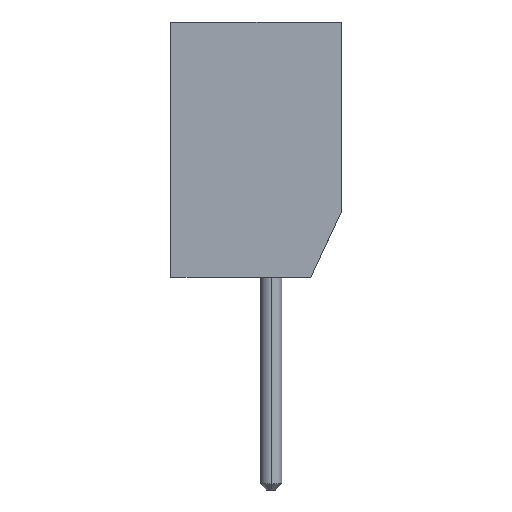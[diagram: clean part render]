
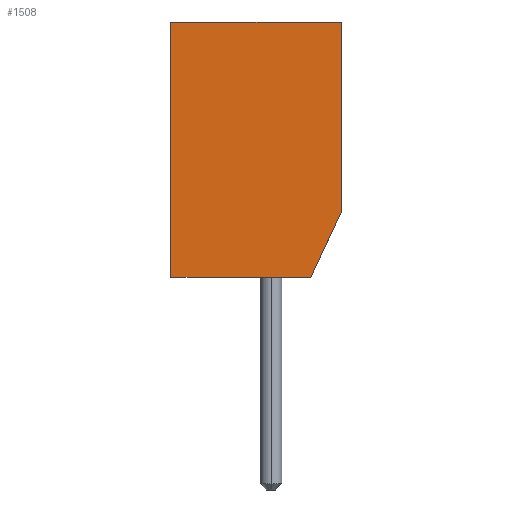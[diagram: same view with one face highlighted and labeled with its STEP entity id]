
A CAD part, left-side view. The second image highlights one B-rep face of the part: STEP entity #1508.
In plain terms, the highlighted planar face has unit normal (-1, 0, 0).
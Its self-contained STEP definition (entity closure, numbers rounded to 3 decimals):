
#1 = VERTEX_POINT ( 'NONE', #634 ) ;
#169 = ORIENTED_EDGE ( 'NONE', *, *, #514, .T. ) ;
#399 = VECTOR ( 'NONE', #1288, 1000. ) ;
#423 = EDGE_CURVE ( 'NONE', #1, #2513, #1586, .T. ) ;
#431 = CARTESIAN_POINT ( 'NONE',  ( -1.41, -1.8, 0. ) ) ;
#432 = DIRECTION ( 'NONE',  ( 0., -1., 0. ) ) ;
#514 = EDGE_CURVE ( 'NONE', #2176, #2912, #1449, .T. ) ;
#594 = CARTESIAN_POINT ( 'NONE',  ( -1.41, 2.8, 0. ) ) ;
#601 = LINE ( 'NONE', #1384, #2678 ) ;
#633 = VECTOR ( 'NONE', #1095, 1000. ) ;
#634 = CARTESIAN_POINT ( 'NONE',  ( -1.41, -2.8, 8.4 ) ) ;
#677 = EDGE_CURVE ( 'NONE', #1068, #1, #3117, .T. ) ;
#833 = CARTESIAN_POINT ( 'NONE',  ( -1.41, -2.8, 8.4 ) ) ;
#888 = LINE ( 'NONE', #1132, #1878 ) ;
#930 = ORIENTED_EDGE ( 'NONE', *, *, #2579, .T. ) ;
#1068 = VERTEX_POINT ( 'NONE', #1407 ) ;
#1095 = DIRECTION ( 'NONE',  ( 0., 0., -1. ) ) ;
#1098 = DIRECTION ( 'NONE',  ( 1., 0., 0. ) ) ;
#1132 = CARTESIAN_POINT ( 'NONE',  ( -1.41, -2.8, 2.145 ) ) ;
#1288 = DIRECTION ( 'NONE',  ( 0., -1., 0. ) ) ;
#1384 = CARTESIAN_POINT ( 'NONE',  ( -1.41, 2.8, 8.4 ) ) ;
#1407 = CARTESIAN_POINT ( 'NONE',  ( -1.41, 2.8, 8.4 ) ) ;
#1449 = LINE ( 'NONE', #3255, #3024 ) ;
#1508 = ADVANCED_FACE ( 'NONE', ( #1591 ), #2587, .F. ) ;
#1562 = CARTESIAN_POINT ( 'NONE',  ( -1.41, -2.8, 2.145 ) ) ;
#1586 = LINE ( 'NONE', #833, #633 ) ;
#1589 = ORIENTED_EDGE ( 'NONE', *, *, #2672, .T. ) ;
#1591 = FACE_OUTER_BOUND ( 'NONE', #2182, .T. ) ;
#1878 = VECTOR ( 'NONE', #2393, 1000. ) ;
#2143 = DIRECTION ( 'NONE',  ( 0., 0., -1. ) ) ;
#2176 = VERTEX_POINT ( 'NONE', #594 ) ;
#2182 = EDGE_LOOP ( 'NONE', ( #169, #930, #2748, #2576, #1589 ) ) ;
#2393 = DIRECTION ( 'NONE',  ( 0., -0.423, 0.906 ) ) ;
#2394 = AXIS2_PLACEMENT_3D ( 'NONE', #3112, #1098, #3127 ) ;
#2513 = VERTEX_POINT ( 'NONE', #1562 ) ;
#2576 = ORIENTED_EDGE ( 'NONE', *, *, #677, .F. ) ;
#2579 = EDGE_CURVE ( 'NONE', #2912, #2513, #888, .T. ) ;
#2587 = PLANE ( 'NONE',  #2394 ) ;
#2672 = EDGE_CURVE ( 'NONE', #1068, #2176, #601, .T. ) ;
#2678 = VECTOR ( 'NONE', #2143, 1000. ) ;
#2748 = ORIENTED_EDGE ( 'NONE', *, *, #423, .F. ) ;
#2813 = CARTESIAN_POINT ( 'NONE',  ( -1.41, -2.8, 8.4 ) ) ;
#2912 = VERTEX_POINT ( 'NONE', #431 ) ;
#3024 = VECTOR ( 'NONE', #432, 1000. ) ;
#3112 = CARTESIAN_POINT ( 'NONE',  ( -1.41, -2.8, 8.4 ) ) ;
#3117 = LINE ( 'NONE', #2813, #399 ) ;
#3127 = DIRECTION ( 'NONE',  ( 0., 0., -1. ) ) ;
#3255 = CARTESIAN_POINT ( 'NONE',  ( -1.41, -2.8, 0. ) ) ;
